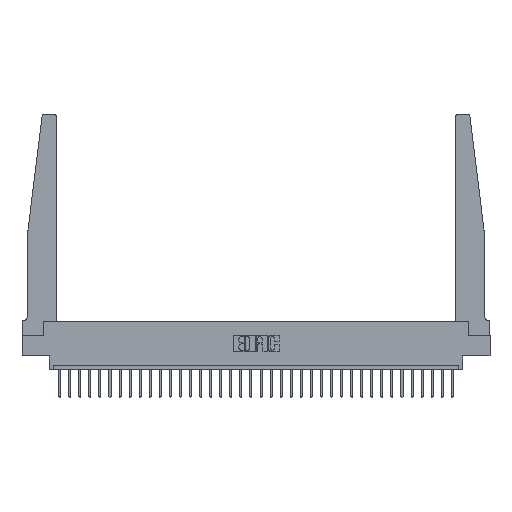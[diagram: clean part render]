
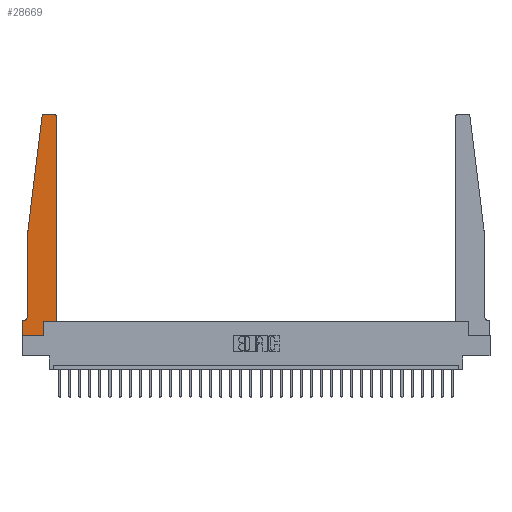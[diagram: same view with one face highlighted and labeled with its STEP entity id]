
A CAD part, top view. The second image highlights one B-rep face of the part: STEP entity #28669.
In plain terms, the highlighted planar face has unit normal (0, 0, 1).
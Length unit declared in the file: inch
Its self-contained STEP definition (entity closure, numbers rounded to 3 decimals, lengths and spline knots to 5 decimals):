
#128 = CARTESIAN_POINT ( 'NONE',  ( 0.065, 0.2375, 0.37 ) ) ;
#187 = DIRECTION ( 'NONE',  ( 0., 0., 1. ) ) ;
#488 = CIRCLE ( 'NONE', #18740, 0.05 ) ;
#1116 = VERTEX_POINT ( 'NONE', #4605 ) ;
#2267 = ORIENTED_EDGE ( 'NONE', *, *, #5486, .T. ) ;
#2827 = LINE ( 'NONE', #25996, #23868 ) ;
#2867 = CARTESIAN_POINT ( 'NONE',  ( 0.395, 2.72, 0.37 ) ) ;
#3060 = CARTESIAN_POINT ( 'NONE',  ( 0.27653, 2.72, 0.37 ) ) ;
#3168 = VERTEX_POINT ( 'NONE', #30253 ) ;
#3202 = CARTESIAN_POINT ( 'NONE',  ( 0.425, 2.72, 0.37 ) ) ;
#3881 = EDGE_CURVE ( 'NONE', #11186, #29158, #2827, .T. ) ;
#4196 = CARTESIAN_POINT ( 'NONE',  ( 0.2605, 0.18, 0.37 ) ) ;
#4605 = CARTESIAN_POINT ( 'NONE',  ( 0.2605, 0., 0.37 ) ) ;
#4650 = VECTOR ( 'NONE', #28873, 39.37008 ) ;
#4670 = VECTOR ( 'NONE', #19287, 39.37008 ) ;
#4832 = FACE_OUTER_BOUND ( 'NONE', #13677, .T. ) ;
#4989 = CARTESIAN_POINT ( 'NONE',  ( 0., 0.1875, 0.37 ) ) ;
#5252 = DIRECTION ( 'NONE',  ( 1., 0., 0. ) ) ;
#5324 = CARTESIAN_POINT ( 'NONE',  ( 0.425, 0.18, 0.37 ) ) ;
#5486 = EDGE_CURVE ( 'NONE', #29031, #9202, #26437, .T. ) ;
#5823 = CARTESIAN_POINT ( 'NONE',  ( 0., 0.1875, 0.37 ) ) ;
#5910 = VERTEX_POINT ( 'NONE', #26253 ) ;
#6270 = EDGE_CURVE ( 'NONE', #26683, #5910, #14651, .T. ) ;
#6352 = EDGE_CURVE ( 'NONE', #28640, #29031, #21758, .T. ) ;
#7154 = VECTOR ( 'NONE', #28799, 39.37008 ) ;
#7247 = DIRECTION ( 'NONE',  ( 0., -1., 0. ) ) ;
#7421 = DIRECTION ( 'NONE',  ( 0., 0., 1. ) ) ;
#7876 = VERTEX_POINT ( 'NONE', #128 ) ;
#7947 = VECTOR ( 'NONE', #29045, 39.37008 ) ;
#8004 = EDGE_CURVE ( 'NONE', #9202, #26683, #18543, .T. ) ;
#8621 = LINE ( 'NONE', #10501, #12260 ) ;
#9202 = VERTEX_POINT ( 'NONE', #3202 ) ;
#9565 = CARTESIAN_POINT ( 'NONE',  ( 0., 0., 0.37 ) ) ;
#10025 = DIRECTION ( 'NONE',  ( 0., 0., 1. ) ) ;
#10194 = ORIENTED_EDGE ( 'NONE', *, *, #25090, .T. ) ;
#10403 = AXIS2_PLACEMENT_3D ( 'NONE', #4989, #187, #23791 ) ;
#10501 = CARTESIAN_POINT ( 'NONE',  ( 0., 0., 0.37 ) ) ;
#10653 = ORIENTED_EDGE ( 'NONE', *, *, #29412, .T. ) ;
#10702 = ORIENTED_EDGE ( 'NONE', *, *, #20668, .T. ) ;
#11186 = VERTEX_POINT ( 'NONE', #27540 ) ;
#11329 = VECTOR ( 'NONE', #7247, 39.37008 ) ;
#11617 = ORIENTED_EDGE ( 'NONE', *, *, #3881, .T. ) ;
#11968 = DIRECTION ( 'NONE',  ( -0.122, -0.992, 0. ) ) ;
#12112 = EDGE_CURVE ( 'NONE', #19950, #17816, #18953, .T. ) ;
#12260 = VECTOR ( 'NONE', #25092, 39.37008 ) ;
#12314 = CARTESIAN_POINT ( 'NONE',  ( 0.015, 0.2375, 0.37 ) ) ;
#13317 = LINE ( 'NONE', #4196, #27967 ) ;
#13425 = CARTESIAN_POINT ( 'NONE',  ( 0.065, 1.25, 0.37 ) ) ;
#13677 = EDGE_LOOP ( 'NONE', ( #23004, #10702, #11617, #29379, #16404, #10653, #14860, #10194, #17028, #29596, #2267, #29251 ) ) ;
#13825 = EDGE_CURVE ( 'NONE', #7876, #3168, #488, .T. ) ;
#14111 = AXIS2_PLACEMENT_3D ( 'NONE', #2867, #10025, #19406 ) ;
#14253 = PLANE ( 'NONE',  #10403 ) ;
#14651 = LINE ( 'NONE', #21598, #4670 ) ;
#14860 = ORIENTED_EDGE ( 'NONE', *, *, #12112, .T. ) ;
#15561 = CIRCLE ( 'NONE', #20946, 0.03 ) ;
#16404 = ORIENTED_EDGE ( 'NONE', *, *, #13825, .T. ) ;
#16713 = CARTESIAN_POINT ( 'NONE',  ( 0.2605, 0.18, 0.37 ) ) ;
#17000 = CARTESIAN_POINT ( 'NONE',  ( 0., 0., 0.37 ) ) ;
#17028 = ORIENTED_EDGE ( 'NONE', *, *, #25998, .T. ) ;
#17545 = CARTESIAN_POINT ( 'NONE',  ( 0.395, 2.75, 0.37 ) ) ;
#17816 = VERTEX_POINT ( 'NONE', #17000 ) ;
#18543 = CIRCLE ( 'NONE', #14111, 0.03 ) ;
#18740 = AXIS2_PLACEMENT_3D ( 'NONE', #12314, #21738, #29239 ) ;
#18953 = LINE ( 'NONE', #9565, #11329 ) ;
#19287 = DIRECTION ( 'NONE',  ( -1., 0., 0. ) ) ;
#19406 = DIRECTION ( 'NONE',  ( 1., 0., 0. ) ) ;
#19436 = CARTESIAN_POINT ( 'NONE',  ( 0.425, 0.18, 0.37 ) ) ;
#19950 = VERTEX_POINT ( 'NONE', #5823 ) ;
#20668 = EDGE_CURVE ( 'NONE', #5910, #11186, #15561, .T. ) ;
#20946 = AXIS2_PLACEMENT_3D ( 'NONE', #3060, #7421, #5252 ) ;
#21598 = CARTESIAN_POINT ( 'NONE',  ( 0.25, 2.75, 0.37 ) ) ;
#21738 = DIRECTION ( 'NONE',  ( 0., 0., -1. ) ) ;
#21758 = LINE ( 'NONE', #19436, #7154 ) ;
#21846 = LINE ( 'NONE', #24293, #7947 ) ;
#22344 = DIRECTION ( 'NONE',  ( 0., -1., 0. ) ) ;
#23004 = ORIENTED_EDGE ( 'NONE', *, *, #6270, .T. ) ;
#23097 = VECTOR ( 'NONE', #22344, 39.37008 ) ;
#23791 = DIRECTION ( 'NONE',  ( 1., 0., 0. ) ) ;
#23868 = VECTOR ( 'NONE', #11968, 39.37008 ) ;
#24293 = CARTESIAN_POINT ( 'NONE',  ( 0.065, 0.1875, 0.37 ) ) ;
#25012 = EDGE_CURVE ( 'NONE', #29158, #7876, #27262, .T. ) ;
#25090 = EDGE_CURVE ( 'NONE', #17816, #1116, #8621, .T. ) ;
#25092 = DIRECTION ( 'NONE',  ( 1., 0., 0. ) ) ;
#25474 = DIRECTION ( 'NONE',  ( 0., 1., 0. ) ) ;
#25996 = CARTESIAN_POINT ( 'NONE',  ( 0.065, 1.25, 0.37 ) ) ;
#25998 = EDGE_CURVE ( 'NONE', #1116, #28640, #13317, .T. ) ;
#26253 = CARTESIAN_POINT ( 'NONE',  ( 0.27653, 2.75, 0.37 ) ) ;
#26437 = LINE ( 'NONE', #5324, #4650 ) ;
#26683 = VERTEX_POINT ( 'NONE', #17545 ) ;
#26993 = CARTESIAN_POINT ( 'NONE',  ( 0.425, 0.18, 0.37 ) ) ;
#27262 = LINE ( 'NONE', #29391, #23097 ) ;
#27540 = CARTESIAN_POINT ( 'NONE',  ( 0.24675, 2.72367, 0.37 ) ) ;
#27967 = VECTOR ( 'NONE', #25474, 39.37008 ) ;
#28640 = VERTEX_POINT ( 'NONE', #16713 ) ;
#28669 = ADVANCED_FACE ( 'NONE', ( #4832 ), #14253, .T. ) ;
#28799 = DIRECTION ( 'NONE',  ( 1., 0., 0. ) ) ;
#28873 = DIRECTION ( 'NONE',  ( 0., 1., 0. ) ) ;
#29031 = VERTEX_POINT ( 'NONE', #26993 ) ;
#29045 = DIRECTION ( 'NONE',  ( -1., 0., 0. ) ) ;
#29158 = VERTEX_POINT ( 'NONE', #13425 ) ;
#29239 = DIRECTION ( 'NONE',  ( -1., 0., 0. ) ) ;
#29251 = ORIENTED_EDGE ( 'NONE', *, *, #8004, .T. ) ;
#29379 = ORIENTED_EDGE ( 'NONE', *, *, #25012, .T. ) ;
#29391 = CARTESIAN_POINT ( 'NONE',  ( 0.065, 1.25, 0.37 ) ) ;
#29412 = EDGE_CURVE ( 'NONE', #3168, #19950, #21846, .T. ) ;
#29596 = ORIENTED_EDGE ( 'NONE', *, *, #6352, .T. ) ;
#30253 = CARTESIAN_POINT ( 'NONE',  ( 0.015, 0.1875, 0.37 ) ) ;
